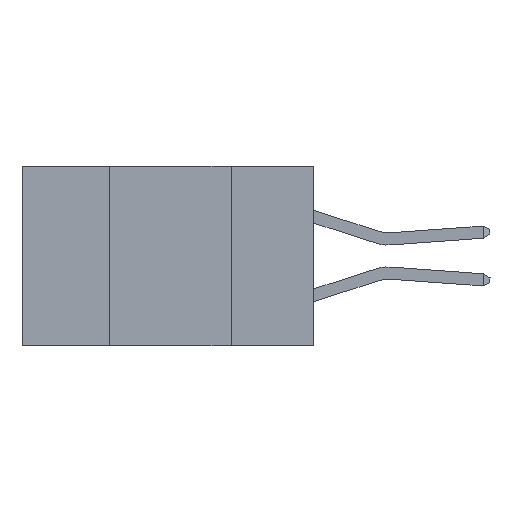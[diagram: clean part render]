
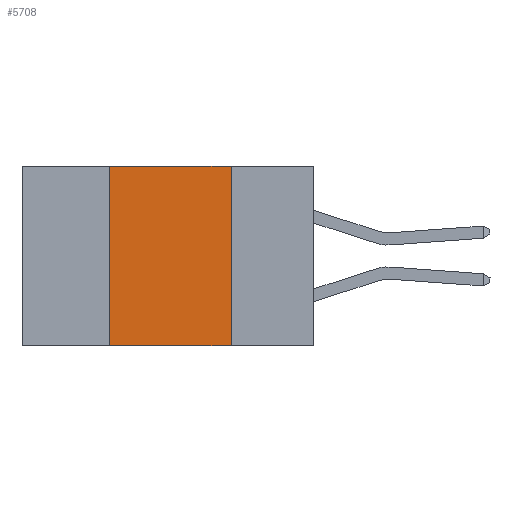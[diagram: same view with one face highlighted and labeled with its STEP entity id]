
A CAD part, left-side view. The second image highlights one B-rep face of the part: STEP entity #5708.
In plain terms, the highlighted planar face has unit normal (-1, 0, 0).
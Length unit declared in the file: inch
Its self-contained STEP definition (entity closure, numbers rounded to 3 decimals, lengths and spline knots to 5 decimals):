
#481 = EDGE_CURVE ( 'NONE', #698, #9004, #12249, .T. ) ;
#698 = VERTEX_POINT ( 'NONE', #13558 ) ;
#721 = AXIS2_PLACEMENT_3D ( 'NONE', #6185, #9411, #4886 ) ;
#797 = ORIENTED_EDGE ( 'NONE', *, *, #481, .F. ) ;
#923 = VERTEX_POINT ( 'NONE', #11651 ) ;
#1075 = DIRECTION ( 'NONE',  ( 0., -1., 0. ) ) ;
#1117 = DIRECTION ( 'NONE',  ( 0., -1., 0. ) ) ;
#1835 = ORIENTED_EDGE ( 'NONE', *, *, #13949, .F. ) ;
#2204 = ORIENTED_EDGE ( 'NONE', *, *, #13873, .T. ) ;
#2215 = FACE_OUTER_BOUND ( 'NONE', #4686, .T. ) ;
#3119 = VECTOR ( 'NONE', #1075, 39.37008 ) ;
#3368 = VECTOR ( 'NONE', #1117, 39.37008 ) ;
#3523 = CARTESIAN_POINT ( 'NONE',  ( 0., 0.42, 0. ) ) ;
#3881 = PLANE ( 'NONE',  #721 ) ;
#4071 = VERTEX_POINT ( 'NONE', #14232 ) ;
#4686 = EDGE_LOOP ( 'NONE', ( #1835, #797, #12324, #2204 ) ) ;
#4699 = LINE ( 'NONE', #12368, #13119 ) ;
#4886 = DIRECTION ( 'NONE',  ( 0., 0., -1. ) ) ;
#5708 = ADVANCED_FACE ( 'NONE', ( #2215 ), #3881, .F. ) ;
#5918 = CARTESIAN_POINT ( 'NONE',  ( 0., 0.17, 0. ) ) ;
#6185 = CARTESIAN_POINT ( 'NONE',  ( 0., 0.6, 0. ) ) ;
#8097 = DIRECTION ( 'NONE',  ( 0., 0., -1. ) ) ;
#8571 = VECTOR ( 'NONE', #12406, 39.37008 ) ;
#8763 = EDGE_CURVE ( 'NONE', #4071, #698, #13560, .T. ) ;
#9004 = VERTEX_POINT ( 'NONE', #5918 ) ;
#9411 = DIRECTION ( 'NONE',  ( 1., 0., 0. ) ) ;
#10164 = CARTESIAN_POINT ( 'NONE',  ( 0., 0.6, 0. ) ) ;
#11651 = CARTESIAN_POINT ( 'NONE',  ( 0., 0.17, -0.37 ) ) ;
#12005 = LINE ( 'NONE', #14317, #3119 ) ;
#12249 = LINE ( 'NONE', #10164, #3368 ) ;
#12324 = ORIENTED_EDGE ( 'NONE', *, *, #8763, .F. ) ;
#12368 = CARTESIAN_POINT ( 'NONE',  ( 0., 0.17, 0. ) ) ;
#12406 = DIRECTION ( 'NONE',  ( 0., 0., 1. ) ) ;
#13119 = VECTOR ( 'NONE', #8097, 39.37008 ) ;
#13558 = CARTESIAN_POINT ( 'NONE',  ( 0., 0.42, 0. ) ) ;
#13560 = LINE ( 'NONE', #3523, #8571 ) ;
#13873 = EDGE_CURVE ( 'NONE', #4071, #923, #12005, .T. ) ;
#13949 = EDGE_CURVE ( 'NONE', #9004, #923, #4699, .T. ) ;
#14232 = CARTESIAN_POINT ( 'NONE',  ( 0., 0.42, -0.37 ) ) ;
#14317 = CARTESIAN_POINT ( 'NONE',  ( 0., 0.6, -0.37 ) ) ;
